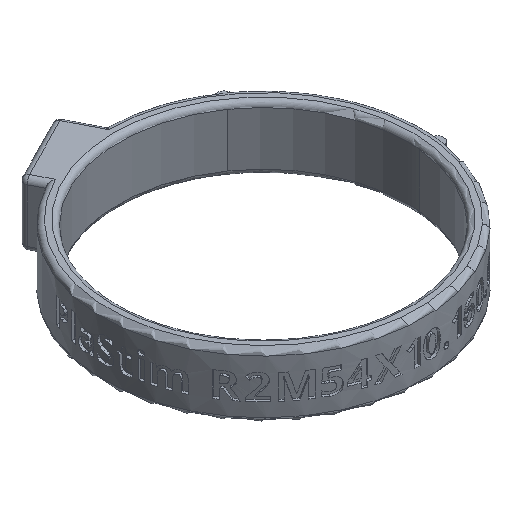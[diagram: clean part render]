
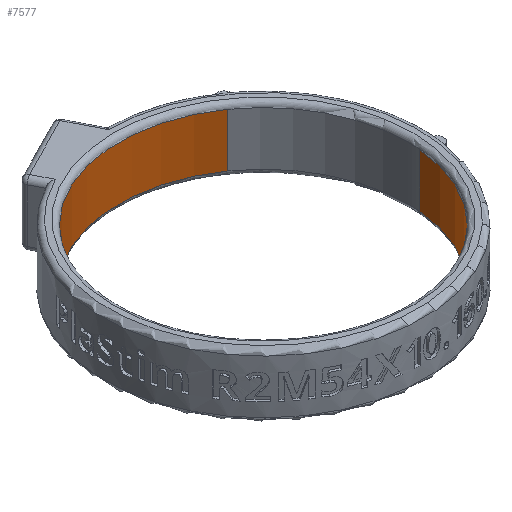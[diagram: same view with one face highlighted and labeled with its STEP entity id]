
A CAD part, isometric view. The second image highlights one B-rep face of the part: STEP entity #7577.
In plain terms, the highlighted cylindrical face has radius 27 mm (diameter 54 mm), a partial arc.
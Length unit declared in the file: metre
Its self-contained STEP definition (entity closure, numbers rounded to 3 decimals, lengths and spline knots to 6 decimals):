
#706=CYLINDRICAL_SURFACE('',#8059,0.027);
#805=CIRCLE('',#8054,0.027);
#808=CIRCLE('',#8058,0.027);
#1001=ORIENTED_EDGE('',*,*,#3398,.T.);
#1002=ORIENTED_EDGE('',*,*,#3407,.T.);
#1003=ORIENTED_EDGE('',*,*,#3405,.F.);
#1004=ORIENTED_EDGE('',*,*,#3408,.F.);
#3398=EDGE_CURVE('',#4599,#4601,#805,.T.);
#3405=EDGE_CURVE('',#4608,#4609,#808,.T.);
#3407=EDGE_CURVE('',#4601,#4609,#5396,.T.);
#3408=EDGE_CURVE('',#4599,#4608,#5397,.T.);
#4599=VERTEX_POINT('',#10200);
#4601=VERTEX_POINT('',#10204);
#4608=VERTEX_POINT('',#10219);
#4609=VERTEX_POINT('',#10221);
#5396=LINE('',#10224,#5908);
#5397=LINE('',#10225,#5909);
#5908=VECTOR('',#8622,1.);
#5909=VECTOR('',#8623,1.);
#6414=EDGE_LOOP('',(#1001,#1002,#1003,#1004));
#6911=FACE_BOUND('',#6414,.T.);
#7577=ADVANCED_FACE('',(#6911),#706,.F.);
#8054=AXIS2_PLACEMENT_3D('',#10205,#8605,#8606);
#8058=AXIS2_PLACEMENT_3D('',#10220,#8617,#8618);
#8059=AXIS2_PLACEMENT_3D('',#10223,#8620,#8621);
#8605=DIRECTION('',(0.,0.,1.));
#8606=DIRECTION('',(1.,0.,0.));
#8617=DIRECTION('',(0.,0.,1.));
#8618=DIRECTION('',(1.,0.,0.));
#8620=DIRECTION('',(0.,0.,-1.));
#8621=DIRECTION('',(-1.,0.,0.));
#8622=DIRECTION('',(0.,0.,-1.));
#8623=DIRECTION('',(0.,0.,-1.));
#10200=CARTESIAN_POINT('',(0.015487,0.022117,0.005));
#10204=CARTESIAN_POINT('',(0.026897,-0.002353,0.005));
#10205=CARTESIAN_POINT('',(0.,0.,0.005));
#10219=CARTESIAN_POINT('',(0.015487,0.022117,-0.005));
#10220=CARTESIAN_POINT('',(0.,0.,-0.005));
#10221=CARTESIAN_POINT('',(0.026897,-0.002353,-0.005));
#10223=CARTESIAN_POINT('',(0.,0.,0.005));
#10224=CARTESIAN_POINT('',(0.026897,-0.002353,0.005));
#10225=CARTESIAN_POINT('',(0.015487,0.022117,0.005));
